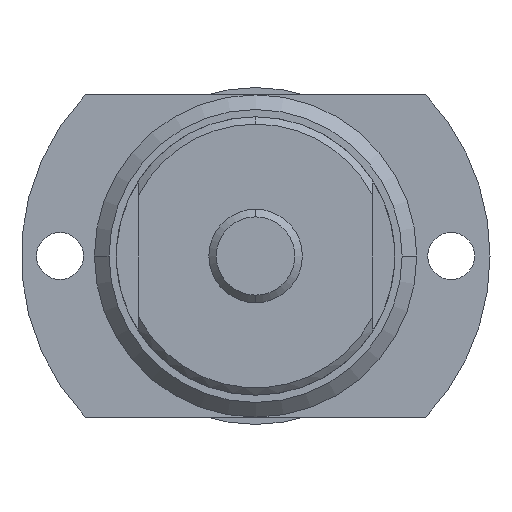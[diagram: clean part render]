
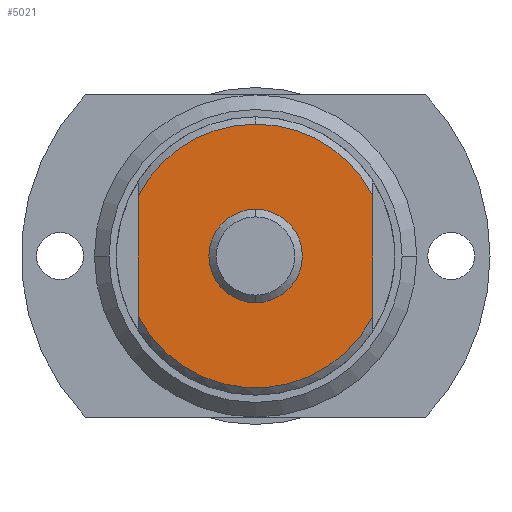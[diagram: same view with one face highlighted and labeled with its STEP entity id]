
A CAD part, front view. The second image highlights one B-rep face of the part: STEP entity #5021.
In plain terms, the highlighted planar face has unit normal (0, -1, 0).
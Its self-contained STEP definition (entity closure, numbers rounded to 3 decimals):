
#126 = VERTEX_POINT ( 'NONE', #2709 ) ;
#138 = ORIENTED_EDGE ( 'NONE', *, *, #508, .F. ) ;
#197 = EDGE_CURVE ( 'Defeature ausgef�hrt19_42+Defeature ausgef�hrt19_36+Defeature ausgef�hrt19_40+Defeature ausgef�hrt19_38', #126, #2902, #4805, .T. ) ;
#288 = DIRECTION ( 'NONE',  ( 0., -1., 0. ) ) ;
#397 = EDGE_CURVE ( 'Defeature ausgef�hrt19_42+Defeature ausgef�hrt19_37+Defeature ausgef�hrt19_38+Defeature ausgef�hrt19_40', #4705, #2772, #870, .T. ) ;
#508 = EDGE_CURVE ( 'Defeature ausgef�hrt19_49+Defeature ausgef�hrt19_42+Defeature ausgef�hrt19_42+Defeature ausgef�hrt19_42', #5282, #5666, #1907, .T. ) ;
#568 = AXIS2_PLACEMENT_3D ( 'NONE', #2512, #3522, #2485 ) ;
#755 = ORIENTED_EDGE ( 'NONE', *, *, #1310, .T. ) ;
#769 = CARTESIAN_POINT ( 'NONE',  ( 2.675, 6., 0. ) ) ;
#870 = CIRCLE ( 'NONE', #568, 9. ) ;
#897 = CARTESIAN_POINT ( 'NONE',  ( 8., 6., -4.123 ) ) ;
#1147 = CARTESIAN_POINT ( 'NONE',  ( 0., 6., 9. ) ) ;
#1310 = EDGE_CURVE ( 'Defeature ausgef�hrt19_42+Defeature ausgef�hrt19_40+Defeature ausgef�hrt19_37+Defeature ausgef�hrt19_36', #4627, #126, #6412, .T. ) ;
#1353 = CARTESIAN_POINT ( 'NONE',  ( 0., 6., 2.675 ) ) ;
#1433 = CARTESIAN_POINT ( 'NONE',  ( 8., 6., 0. ) ) ;
#1599 = AXIS2_PLACEMENT_3D ( 'NONE', #4452, #1858, #3912 ) ;
#1770 = AXIS2_PLACEMENT_3D ( 'NONE', #769, #3244, #2737 ) ;
#1784 = PLANE ( 'NONE',  #1770 ) ;
#1858 = DIRECTION ( 'NONE',  ( 0., -1., 0. ) ) ;
#1907 = CIRCLE ( 'NONE', #5794, 2.675 ) ;
#2269 = DIRECTION ( 'NONE',  ( 0., 0., 1. ) ) ;
#2338 = DIRECTION ( 'NONE',  ( 0., 0., -1. ) ) ;
#2372 = ORIENTED_EDGE ( 'NONE', *, *, #397, .T. ) ;
#2485 = DIRECTION ( 'NONE',  ( 0., 0., 1. ) ) ;
#2500 = DIRECTION ( 'NONE',  ( 0., 0., 1. ) ) ;
#2512 = CARTESIAN_POINT ( 'NONE',  ( 0., 6., 0. ) ) ;
#2660 = ORIENTED_EDGE ( 'NONE', *, *, #197, .T. ) ;
#2709 = CARTESIAN_POINT ( 'NONE',  ( -8., 6., -4.123 ) ) ;
#2737 = DIRECTION ( 'NONE',  ( 0., 0., 1. ) ) ;
#2772 = VERTEX_POINT ( 'NONE', #1147 ) ;
#2834 = FACE_BOUND ( 'NONE', #3863, .T. ) ;
#2883 = CIRCLE ( 'NONE', #1599, 2.675 ) ;
#2902 = VERTEX_POINT ( 'NONE', #897 ) ;
#3181 = DIRECTION ( 'NONE',  ( 0., 0., -1. ) ) ;
#3244 = DIRECTION ( 'NONE',  ( 0., 1., 0. ) ) ;
#3333 = ORIENTED_EDGE ( 'NONE', *, *, #3468, .T. ) ;
#3361 = VECTOR ( 'NONE', #3181, 1000. ) ;
#3468 = EDGE_CURVE ( 'Defeature ausgef�hrt19_42+Defeature ausgef�hrt19_37+Defeature ausgef�hrt19_38+Defeature ausgef�hrt19_40', #2772, #4627, #5880, .T. ) ;
#3522 = DIRECTION ( 'NONE',  ( 0., -1., 0. ) ) ;
#3536 = DIRECTION ( 'NONE',  ( 0., -1., 0. ) ) ;
#3566 = CARTESIAN_POINT ( 'NONE',  ( 8., 6., 4.123 ) ) ;
#3863 = EDGE_LOOP ( 'NONE', ( #138, #4120 ) ) ;
#3912 = DIRECTION ( 'NONE',  ( 0., 0., -1. ) ) ;
#3992 = EDGE_LOOP ( 'NONE', ( #6100, #2372, #3333, #755, #2660 ) ) ;
#4049 = EDGE_CURVE ( 'Defeature ausgef�hrt19_42+Defeature ausgef�hrt19_38+Defeature ausgef�hrt19_36+Defeature ausgef�hrt19_37', #2902, #4705, #6129, .T. ) ;
#4120 = ORIENTED_EDGE ( 'NONE', *, *, #5603, .F. ) ;
#4299 = CARTESIAN_POINT ( 'NONE',  ( 0., 6., 0. ) ) ;
#4369 = DIRECTION ( 'NONE',  ( 0., -1., 0. ) ) ;
#4390 = AXIS2_PLACEMENT_3D ( 'NONE', #4299, #288, #2269 ) ;
#4452 = CARTESIAN_POINT ( 'NONE',  ( 0., 6., 0. ) ) ;
#4627 = VERTEX_POINT ( 'NONE', #6419 ) ;
#4705 = VERTEX_POINT ( 'NONE', #3566 ) ;
#4805 = CIRCLE ( 'NONE', #4390, 9. ) ;
#4869 = FACE_OUTER_BOUND ( 'NONE', #3992, .T. ) ;
#4940 = CARTESIAN_POINT ( 'NONE',  ( 0., 6., -2.675 ) ) ;
#4944 = DIRECTION ( 'NONE',  ( 0., 0., 1. ) ) ;
#4977 = CARTESIAN_POINT ( 'NONE',  ( 0., 6., 0. ) ) ;
#5021 = ADVANCED_FACE ( 'Defeature ausgef�hrt19_42', ( #2834, #4869 ), #1784, .F. ) ;
#5282 = VERTEX_POINT ( 'NONE', #4940 ) ;
#5603 = EDGE_CURVE ( 'Defeature ausgef�hrt19_49+Defeature ausgef�hrt19_42+Defeature ausgef�hrt19_42+Defeature ausgef�hrt19_42', #5666, #5282, #2883, .T. ) ;
#5649 = VECTOR ( 'NONE', #4944, 1000. ) ;
#5666 = VERTEX_POINT ( 'NONE', #1353 ) ;
#5794 = AXIS2_PLACEMENT_3D ( 'NONE', #6403, #4369, #2338 ) ;
#5880 = CIRCLE ( 'NONE', #5884, 9. ) ;
#5884 = AXIS2_PLACEMENT_3D ( 'NONE', #4977, #3536, #2500 ) ;
#6100 = ORIENTED_EDGE ( 'NONE', *, *, #4049, .T. ) ;
#6115 = CARTESIAN_POINT ( 'NONE',  ( -8., 6., 0. ) ) ;
#6129 = LINE ( 'NONE', #1433, #5649 ) ;
#6403 = CARTESIAN_POINT ( 'NONE',  ( 0., 6., 0. ) ) ;
#6412 = LINE ( 'NONE', #6115, #3361 ) ;
#6419 = CARTESIAN_POINT ( 'NONE',  ( -8., 6., 4.123 ) ) ;
